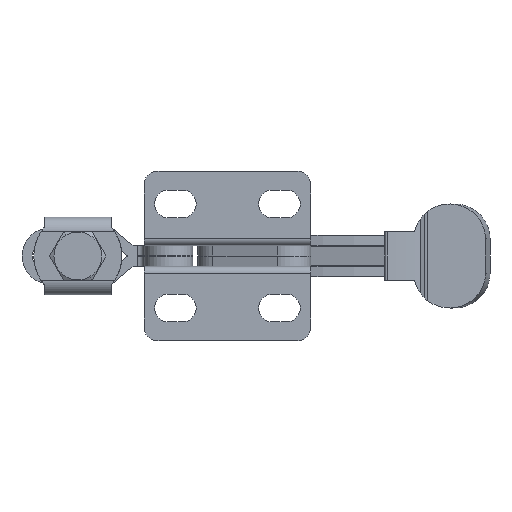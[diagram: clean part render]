
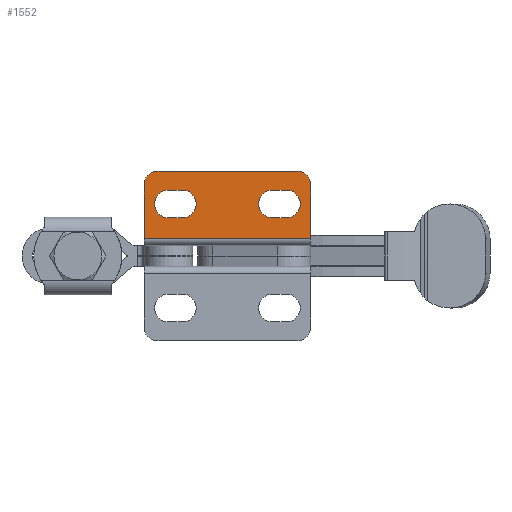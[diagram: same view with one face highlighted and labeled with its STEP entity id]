
A CAD part, front view. The second image highlights one B-rep face of the part: STEP entity #1552.
In plain terms, the highlighted planar face has unit normal (0, -1, 0).
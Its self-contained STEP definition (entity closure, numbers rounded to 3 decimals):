
#169 = DIRECTION ( 'NONE',  ( 1., 0., 0. ) ) ;
#203 = CARTESIAN_POINT ( 'NONE',  ( -24., 0., 1. ) ) ;
#406 = EDGE_CURVE ( 'NONE', #691, #7295, #8322, .T. ) ;
#480 = CARTESIAN_POINT ( 'NONE',  ( 0., 0., 8.75 ) ) ;
#537 = VERTEX_POINT ( 'NONE', #6632 ) ;
#588 = CARTESIAN_POINT ( 'NONE',  ( 0., 0., 1. ) ) ;
#668 = CARTESIAN_POINT ( 'NONE',  ( -18.5, 0., 8. ) ) ;
#670 = CARTESIAN_POINT ( 'NONE',  ( -22., 0., 10.75 ) ) ;
#691 = VERTEX_POINT ( 'NONE', #7443 ) ;
#715 = CARTESIAN_POINT ( 'NONE',  ( -22., 0., 10.75 ) ) ;
#747 = LINE ( 'NONE', #8041, #4680 ) ;
#778 = DIRECTION ( 'NONE',  ( 0., -1., 0. ) ) ;
#1058 = LINE ( 'NONE', #670, #8690 ) ;
#1225 = DIRECTION ( 'NONE',  ( 0., -1., 0. ) ) ;
#1395 = DIRECTION ( 'NONE',  ( -1., 0., 0. ) ) ;
#1552 = ADVANCED_FACE ( 'NONE', ( #3770, #5510, #1818 ), #9153, .F. ) ;
#1599 = VERTEX_POINT ( 'NONE', #668 ) ;
#1689 = VECTOR ( 'NONE', #8644, 1000. ) ;
#1724 = AXIS2_PLACEMENT_3D ( 'NONE', #5104, #2727, #6961 ) ;
#1742 = EDGE_LOOP ( 'NONE', ( #3123, #6260, #2251, #2923 ) ) ;
#1744 = EDGE_CURVE ( 'NONE', #8346, #9198, #2035, .T. ) ;
#1791 = VERTEX_POINT ( 'NONE', #6046 ) ;
#1818 = FACE_BOUND ( 'NONE', #6185, .T. ) ;
#1831 = ORIENTED_EDGE ( 'NONE', *, *, #2576, .T. ) ;
#1935 = CARTESIAN_POINT ( 'NONE',  ( 0., 0., 1.5 ) ) ;
#1978 = DIRECTION ( 'NONE',  ( 0., 0., -1. ) ) ;
#2022 = ORIENTED_EDGE ( 'NONE', *, *, #8665, .F. ) ;
#2035 = LINE ( 'NONE', #8146, #4219 ) ;
#2251 = ORIENTED_EDGE ( 'NONE', *, *, #3273, .F. ) ;
#2292 = DIRECTION ( 'NONE',  ( 0., 0., 1. ) ) ;
#2321 = CIRCLE ( 'NONE', #3067, 2. ) ;
#2386 = EDGE_LOOP ( 'NONE', ( #6193, #9090, #3733, #1831, #2563, #9201 ) ) ;
#2440 = EDGE_CURVE ( 'NONE', #5770, #3139, #4314, .T. ) ;
#2525 = CARTESIAN_POINT ( 'NONE',  ( -2., 0., 8.75 ) ) ;
#2563 = ORIENTED_EDGE ( 'NONE', *, *, #8708, .T. ) ;
#2576 = EDGE_CURVE ( 'NONE', #5770, #537, #5930, .T. ) ;
#2614 = VECTOR ( 'NONE', #1978, 1000. ) ;
#2679 = CARTESIAN_POINT ( 'NONE',  ( -24., 0., 8.75 ) ) ;
#2714 = VERTEX_POINT ( 'NONE', #7316 ) ;
#2727 = DIRECTION ( 'NONE',  ( 0., 1., 0. ) ) ;
#2917 = VECTOR ( 'NONE', #169, 1000. ) ;
#2923 = ORIENTED_EDGE ( 'NONE', *, *, #406, .F. ) ;
#3005 = DIRECTION ( 'NONE',  ( 0., -1., 0. ) ) ;
#3046 = ORIENTED_EDGE ( 'NONE', *, *, #6836, .F. ) ;
#3067 = AXIS2_PLACEMENT_3D ( 'NONE', #7726, #7712, #7690 ) ;
#3093 = CARTESIAN_POINT ( 'NONE',  ( -22., 0., 8.75 ) ) ;
#3123 = ORIENTED_EDGE ( 'NONE', *, *, #7471, .F. ) ;
#3139 = VERTEX_POINT ( 'NONE', #588 ) ;
#3253 = VECTOR ( 'NONE', #1395, 1000. ) ;
#3273 = EDGE_CURVE ( 'NONE', #7295, #6221, #8374, .T. ) ;
#3278 = DIRECTION ( 'NONE',  ( 0., 0., 1. ) ) ;
#3332 = CARTESIAN_POINT ( 'NONE',  ( -3.5, 0., 8. ) ) ;
#3371 = CARTESIAN_POINT ( 'NONE',  ( -18.5, 0., 4. ) ) ;
#3419 = CARTESIAN_POINT ( 'NONE',  ( -5.5, 0., 8. ) ) ;
#3483 = LINE ( 'NONE', #8006, #3253 ) ;
#3664 = AXIS2_PLACEMENT_3D ( 'NONE', #3093, #8259, #3816 ) ;
#3675 = VERTEX_POINT ( 'NONE', #3371 ) ;
#3733 = ORIENTED_EDGE ( 'NONE', *, *, #2440, .F. ) ;
#3770 = FACE_OUTER_BOUND ( 'NONE', #2386, .T. ) ;
#3816 = DIRECTION ( 'NONE',  ( 0., 0., 1. ) ) ;
#4013 = ORIENTED_EDGE ( 'NONE', *, *, #7806, .F. ) ;
#4145 = AXIS2_PLACEMENT_3D ( 'NONE', #5633, #1225, #6384 ) ;
#4184 = VECTOR ( 'NONE', #9187, 1000. ) ;
#4219 = VECTOR ( 'NONE', #4800, 1000. ) ;
#4259 = CARTESIAN_POINT ( 'NONE',  ( -24., 0., 1. ) ) ;
#4265 = EDGE_CURVE ( 'NONE', #9198, #3139, #5078, .T. ) ;
#4314 = LINE ( 'NONE', #1935, #2614 ) ;
#4618 = CIRCLE ( 'NONE', #8812, 2. ) ;
#4625 = EDGE_CURVE ( 'NONE', #6221, #2714, #2321, .T. ) ;
#4680 = VECTOR ( 'NONE', #8750, 1000. ) ;
#4800 = DIRECTION ( 'NONE',  ( 0., 0., -1. ) ) ;
#5078 = LINE ( 'NONE', #203, #2917 ) ;
#5104 = CARTESIAN_POINT ( 'NONE',  ( -24., 0., 1.5 ) ) ;
#5510 = FACE_BOUND ( 'NONE', #1742, .T. ) ;
#5633 = CARTESIAN_POINT ( 'NONE',  ( -18.5, 0., 6. ) ) ;
#5733 = ORIENTED_EDGE ( 'NONE', *, *, #9273, .F. ) ;
#5770 = VERTEX_POINT ( 'NONE', #480 ) ;
#5930 = CIRCLE ( 'NONE', #6862, 2. ) ;
#6046 = CARTESIAN_POINT ( 'NONE',  ( -20.5, 0., 8. ) ) ;
#6081 = DIRECTION ( 'NONE',  ( 0., -1., 0. ) ) ;
#6153 = CARTESIAN_POINT ( 'NONE',  ( -3.5, 0., 6. ) ) ;
#6185 = EDGE_LOOP ( 'NONE', ( #2022, #4013, #3046, #5733 ) ) ;
#6193 = ORIENTED_EDGE ( 'NONE', *, *, #1744, .T. ) ;
#6221 = VERTEX_POINT ( 'NONE', #3419 ) ;
#6260 = ORIENTED_EDGE ( 'NONE', *, *, #4625, .F. ) ;
#6384 = DIRECTION ( 'NONE',  ( 0., 0., 1. ) ) ;
#6403 = CARTESIAN_POINT ( 'NONE',  ( -18.5, 0., 4. ) ) ;
#6536 = VERTEX_POINT ( 'NONE', #8954 ) ;
#6632 = CARTESIAN_POINT ( 'NONE',  ( -2., 0., 10.75 ) ) ;
#6836 = EDGE_CURVE ( 'NONE', #6536, #3675, #7334, .T. ) ;
#6862 = AXIS2_PLACEMENT_3D ( 'NONE', #2525, #6081, #2292 ) ;
#6937 = VERTEX_POINT ( 'NONE', #715 ) ;
#6961 = DIRECTION ( 'NONE',  ( 0., 0., 1. ) ) ;
#7015 = CARTESIAN_POINT ( 'NONE',  ( -5.5, 0., 8. ) ) ;
#7295 = VERTEX_POINT ( 'NONE', #3332 ) ;
#7316 = CARTESIAN_POINT ( 'NONE',  ( -5.5, 0., 4. ) ) ;
#7334 = LINE ( 'NONE', #6403, #1689 ) ;
#7387 = CIRCLE ( 'NONE', #3664, 2. ) ;
#7409 = CARTESIAN_POINT ( 'NONE',  ( -20.5, 0., 6. ) ) ;
#7443 = CARTESIAN_POINT ( 'NONE',  ( -3.5, 0., 4. ) ) ;
#7471 = EDGE_CURVE ( 'NONE', #2714, #691, #747, .T. ) ;
#7690 = DIRECTION ( 'NONE',  ( 0., 0., 1. ) ) ;
#7712 = DIRECTION ( 'NONE',  ( 0., -1., 0. ) ) ;
#7726 = CARTESIAN_POINT ( 'NONE',  ( -5.5, 0., 6. ) ) ;
#7806 = EDGE_CURVE ( 'NONE', #3675, #1599, #9058, .T. ) ;
#8006 = CARTESIAN_POINT ( 'NONE',  ( -20.5, 0., 8. ) ) ;
#8041 = CARTESIAN_POINT ( 'NONE',  ( -3.5, 0., 4. ) ) ;
#8146 = CARTESIAN_POINT ( 'NONE',  ( -24., 0., 1.5 ) ) ;
#8155 = DIRECTION ( 'NONE',  ( 0., 0., 1. ) ) ;
#8259 = DIRECTION ( 'NONE',  ( 0., -1., 0. ) ) ;
#8322 = CIRCLE ( 'NONE', #9261, 2. ) ;
#8346 = VERTEX_POINT ( 'NONE', #2679 ) ;
#8374 = LINE ( 'NONE', #7015, #4184 ) ;
#8644 = DIRECTION ( 'NONE',  ( 1., 0., 0. ) ) ;
#8665 = EDGE_CURVE ( 'NONE', #1599, #1791, #3483, .T. ) ;
#8690 = VECTOR ( 'NONE', #8816, 1000. ) ;
#8708 = EDGE_CURVE ( 'NONE', #537, #6937, #1058, .T. ) ;
#8750 = DIRECTION ( 'NONE',  ( 1., 0., 0. ) ) ;
#8812 = AXIS2_PLACEMENT_3D ( 'NONE', #7409, #3005, #8155 ) ;
#8816 = DIRECTION ( 'NONE',  ( -1., 0., 0. ) ) ;
#8954 = CARTESIAN_POINT ( 'NONE',  ( -20.5, 0., 4. ) ) ;
#9058 = CIRCLE ( 'NONE', #4145, 2. ) ;
#9090 = ORIENTED_EDGE ( 'NONE', *, *, #4265, .T. ) ;
#9153 = PLANE ( 'NONE',  #1724 ) ;
#9187 = DIRECTION ( 'NONE',  ( -1., 0., 0. ) ) ;
#9198 = VERTEX_POINT ( 'NONE', #4259 ) ;
#9201 = ORIENTED_EDGE ( 'NONE', *, *, #9322, .T. ) ;
#9261 = AXIS2_PLACEMENT_3D ( 'NONE', #6153, #778, #3278 ) ;
#9273 = EDGE_CURVE ( 'NONE', #1791, #6536, #4618, .T. ) ;
#9322 = EDGE_CURVE ( 'NONE', #6937, #8346, #7387, .T. ) ;
